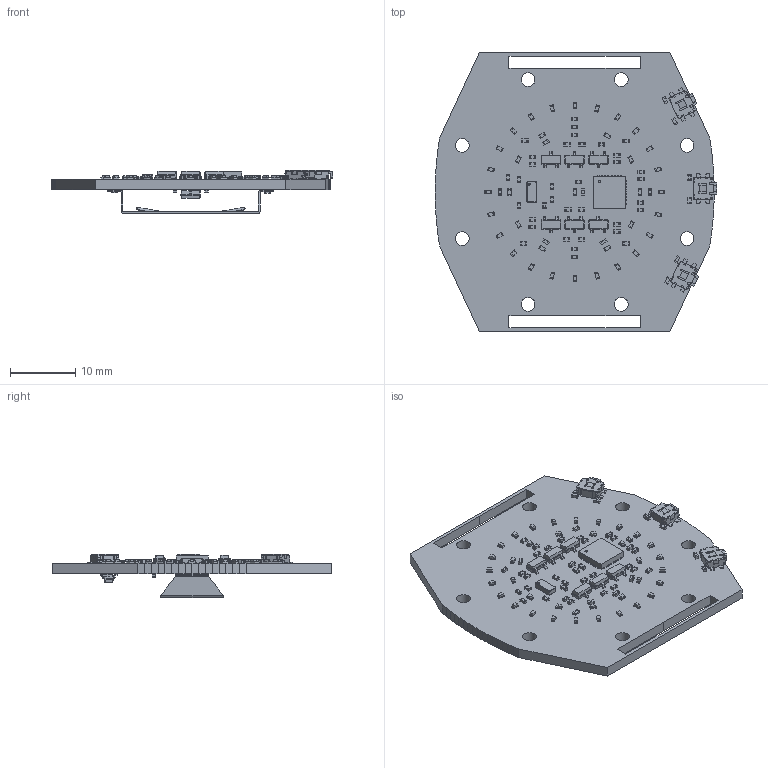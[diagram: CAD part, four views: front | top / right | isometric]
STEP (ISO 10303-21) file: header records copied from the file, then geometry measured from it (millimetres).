
FILE_DESCRIPTION(('KiCad electronic assembly'),'2;1');
FILE_NAME('Project_OAK_MAIN_BRD_V0.1.step','2025-05-29T08:48:54',( 'An Author'),('A Company'),'Open CASCADE STEP processor 6.9', 'KiCad to STEP converter','Unknown');
FILE_SCHEMA(('AUTOMOTIVE_DESIGN { 1 0 10303 214 1 1 1 1 }'));
Length unit declared in the file: millimetre
Products named in the file (18): Open CASCADE STEP translator 6.9 1; RV-8263-C7-32.768KHZ-20PPM-TA-QC; COMPOUND; SOT-23; SOLID; R_0402_1005Metric; BC-2003-2--3DModel-STEP-1; C_0402_1005Metric; LED_0402_1005Metric; EVQ-P7A01P; QFN-32-1EP_5x5mm_P0.5mm_EP3.1x3.1mm
Assembly tree (108 placements, depth 3):
  Open CASCADE STEP translator 6.9 1
    RV-8263-C7-32.768KHZ-20PPM-TA-QC
      COMPOUND
    SOT-23  x7
      SOLID
    R_0402_1005Metric  x33
      SOLID
    BC-2003-2--3DModel-STEP-1
      SOLID
    C_0402_1005Metric  x16
      SOLID
    LED_0402_1005Metric  x37
      SOLID
    EVQ-P7A01P  x3
      COMPOUND
    QFN-32-1EP_5x5mm_P0.5mm_EP3.1x3.1mm
      SOLID
    COMPOUND
Bounding box: 43.01 x 42.61 x 6.59 mm (x, y, z)
Volume: 2594.7 mm3; surface area: 4657.4 mm2
Topology: 125 solids, 125 shells, 5141 faces, 13577 edges, 8770 vertices
Faces by surface type: plane 4008, cylinder 940, bspline 193
Full cylindrical faces by diameter (mm): 0.4 x1, 2.1 x8
Entity records: 74008 total; most frequent: CARTESIAN_POINT 12385, DIRECTION 10416, LINE 7627, VECTOR 7627, ORIENTED_EDGE 5482, PCURVE 5482, DEFINITIONAL_REPRESENTATION 5482, EDGE_CURVE 2741
